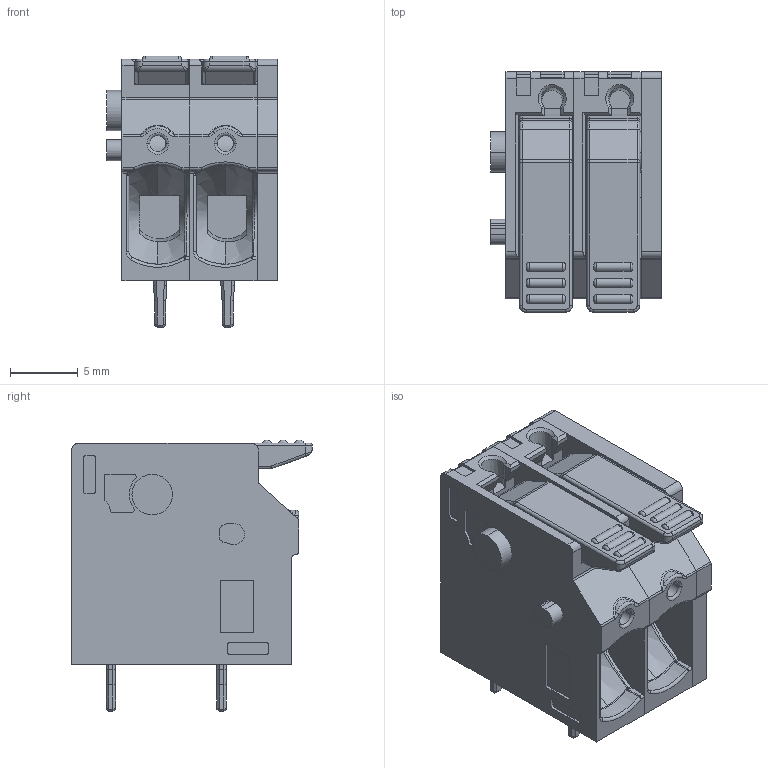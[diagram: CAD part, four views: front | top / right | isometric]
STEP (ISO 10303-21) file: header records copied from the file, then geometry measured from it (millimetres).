
FILE_DESCRIPTION(('Creo Elements/Direct Modeling STEP Export'),'2;1');
FILE_NAME('model.stp','2022-10-24T 9:28:04',(''),(''),'Creo Elements/Direct Modeling STEP processor for AP214 (Solid Model)','Creo Elements/Direct Modeling 20.1D 10-Oct-2020 (C) Parametric Technology GmbH','');
FILE_SCHEMA(('AUTOMOTIVE_DESIGN { 1 0 10303 214 1 1 1 1 }'));
Length unit declared in the file: millimetre
Products named in the file (5): DK_LPT_2_5_5_00; AC_LPT_2_5_LEVER; LP_LPT_2_5_3_50.2.2; PK_LPT_2_5_5_00; LPT_2_5-2-5_00
Assembly tree (9 placements, depth 2):
  LPT_2_5-2-5_00
    LP_LPT_2_5_3_50.2.2  x4
    AC_LPT_2_5_LEVER  x2
    PK_LPT_2_5_5_00  x2
    DK_LPT_2_5_5_00
Bounding box: 12.63 x 17.8 x 20.14 mm (x, y, z)
Volume: 2415.5 mm3; surface area: 3288.5 mm2
Topology: 9 solids, 9 shells, 1083 faces, 2799 edges, 1780 vertices
Faces by surface type: plane 697, cylinder 199, bspline 84, torus 42, extrusion 37, sphere 16, cone 8
Entity records: 36435 total; most frequent: CARTESIAN_POINT 13698, ORIENTED_EDGE 3720, DIRECTION 3118, EDGE_CURVE 1860, VECTOR 1442, LINE 1408, VERTEX_POINT 1209, AXIS2_PLACEMENT_3D 838
